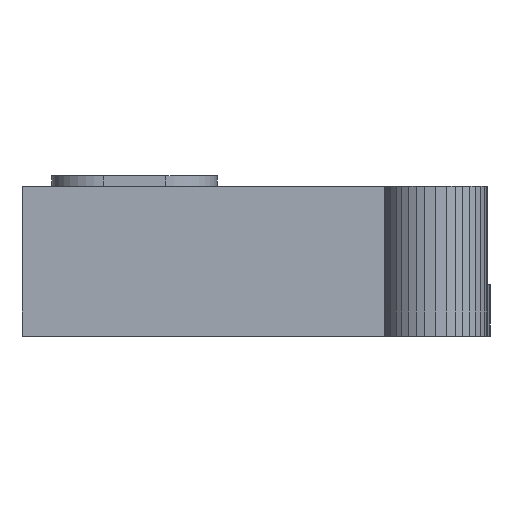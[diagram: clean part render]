
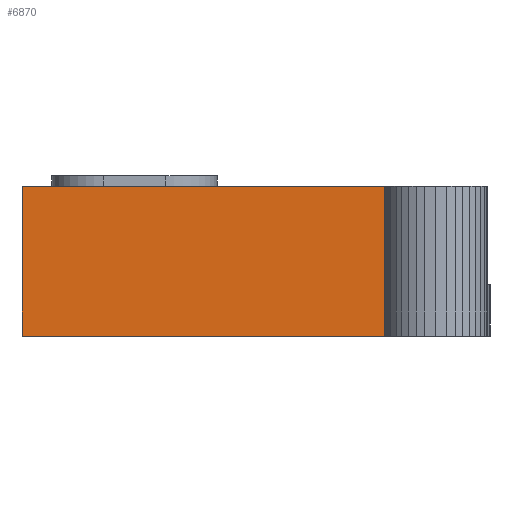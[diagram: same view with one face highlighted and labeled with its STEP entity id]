
A CAD part, left-side view. The second image highlights one B-rep face of the part: STEP entity #6870.
In plain terms, the highlighted planar face has unit normal (-1, 0, 0).
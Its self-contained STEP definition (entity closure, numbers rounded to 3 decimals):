
#106=FACE_OUTER_BOUND('',#493,.T.);
#493=EDGE_LOOP('',(#4475,#4476,#4477,#4478));
#899=LINE('',#9511,#1863);
#900=LINE('',#9513,#1864);
#901=LINE('',#9515,#1865);
#902=LINE('',#9516,#1866);
#1863=VECTOR('',#7699,10.);
#1864=VECTOR('',#7700,1000.);
#1865=VECTOR('',#7701,10.);
#1866=VECTOR('',#7702,1000.);
#2827=VERTEX_POINT('',#9509);
#2828=VERTEX_POINT('',#9510);
#2829=VERTEX_POINT('',#9512);
#2830=VERTEX_POINT('',#9514);
#3461=EDGE_CURVE('',#2827,#2828,#899,.T.);
#3462=EDGE_CURVE('',#2828,#2829,#900,.T.);
#3463=EDGE_CURVE('',#2830,#2829,#901,.T.);
#3464=EDGE_CURVE('',#2830,#2827,#902,.T.);
#4475=ORIENTED_EDGE('',*,*,#3461,.T.);
#4476=ORIENTED_EDGE('',*,*,#3462,.T.);
#4477=ORIENTED_EDGE('',*,*,#3463,.F.);
#4478=ORIENTED_EDGE('',*,*,#3464,.T.);
#6503=PLANE('',#7272);
#6870=ADVANCED_FACE('',(#106),#6503,.T.);
#7272=AXIS2_PLACEMENT_3D('',#9508,#7697,#7698);
#7697=DIRECTION('center_axis',(-1.,0.,0.));
#7698=DIRECTION('ref_axis',(0.,-1.,0.));
#7699=DIRECTION('',(0.,0.,-1.));
#7700=DIRECTION('',(0.,-1.,0.));
#7701=DIRECTION('',(0.,0.,-1.));
#7702=DIRECTION('',(0.,1.,0.));
#9508=CARTESIAN_POINT('Origin',(-13.377,-6.791,0.906));
#9509=CARTESIAN_POINT('',(-13.377,8.709,1.906));
#9510=CARTESIAN_POINT('',(-13.377,8.709,-3.894));
#9511=CARTESIAN_POINT('',(-13.377,8.709,0.906));
#9512=CARTESIAN_POINT('',(-13.377,-5.291,-3.894));
#9513=CARTESIAN_POINT('',(-13.377,-6.791,-3.894));
#9514=CARTESIAN_POINT('',(-13.377,-5.291,1.906));
#9515=CARTESIAN_POINT('',(-13.377,-5.291,1.195));
#9516=CARTESIAN_POINT('',(-13.377,-6.791,1.906));
